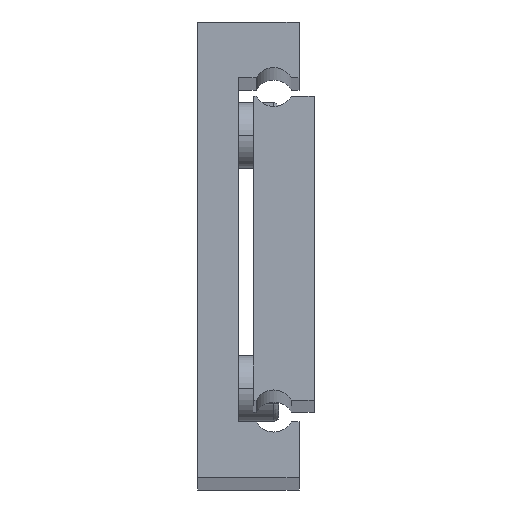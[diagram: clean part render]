
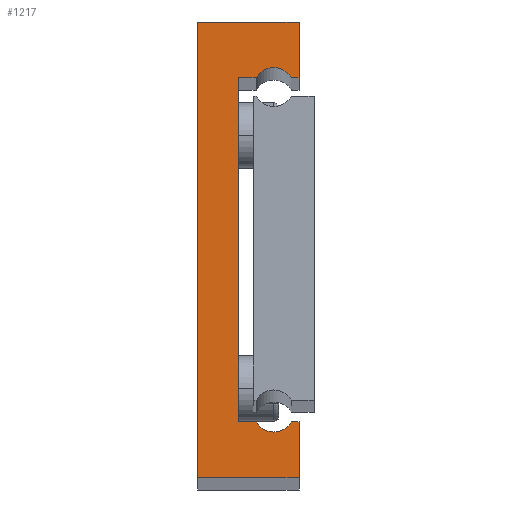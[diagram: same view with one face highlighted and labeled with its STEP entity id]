
A CAD part, top view. The second image highlights one B-rep face of the part: STEP entity #1217.
In plain terms, the highlighted planar face has unit normal (0, 0, 1).
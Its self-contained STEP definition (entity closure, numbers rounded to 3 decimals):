
#38 = DIRECTION ( 'NONE',  ( 1., 0., 0. ) ) ;
#44 = CARTESIAN_POINT ( 'NONE',  ( 0., 0., 700. ) ) ;
#71 = EDGE_CURVE ( 'NONE', #1740, #585, #1750, .T. ) ;
#90 = DIRECTION ( 'NONE',  ( 1., 0., 0. ) ) ;
#110 = ORIENTED_EDGE ( 'NONE', *, *, #1542, .T. ) ;
#128 = ORIENTED_EDGE ( 'NONE', *, *, #1761, .T. ) ;
#160 = VERTEX_POINT ( 'NONE', #1971 ) ;
#207 = CARTESIAN_POINT ( 'NONE',  ( 11.536, 11., 700. ) ) ;
#246 = ORIENTED_EDGE ( 'NONE', *, *, #2612, .T. ) ;
#262 = LINE ( 'NONE', #2965, #1008 ) ;
#333 = LINE ( 'NONE', #2052, #2951 ) ;
#359 = ORIENTED_EDGE ( 'NONE', *, *, #1962, .T. ) ;
#375 = VECTOR ( 'NONE', #90, 1000. ) ;
#382 = VERTEX_POINT ( 'NONE', #2853 ) ;
#396 = DIRECTION ( 'NONE',  ( 0., 1., 0. ) ) ;
#420 = PLANE ( 'NONE',  #489 ) ;
#443 = VECTOR ( 'NONE', #469, 1000. ) ;
#452 = AXIS2_PLACEMENT_3D ( 'NONE', #1955, #1234, #1108 ) ;
#469 = DIRECTION ( 'NONE',  ( -1., 0., 0. ) ) ;
#489 = AXIS2_PLACEMENT_3D ( 'NONE', #1928, #2887, #935 ) ;
#511 = CARTESIAN_POINT ( 'NONE',  ( 11.536, 11., 700. ) ) ;
#546 = DIRECTION ( 'NONE',  ( -1., 0., 0. ) ) ;
#565 = DIRECTION ( 'NONE',  ( 0., 1., 0. ) ) ;
#574 = DIRECTION ( 'NONE',  ( 1., 0., 0. ) ) ;
#585 = VERTEX_POINT ( 'NONE', #1850 ) ;
#602 = ORIENTED_EDGE ( 'NONE', *, *, #71, .T. ) ;
#605 = DIRECTION ( 'NONE',  ( 0., 1., 0. ) ) ;
#607 = VECTOR ( 'NONE', #396, 1000. ) ;
#661 = LINE ( 'NONE', #2102, #607 ) ;
#673 = EDGE_CURVE ( 'NONE', #1975, #2932, #2027, .T. ) ;
#763 = CARTESIAN_POINT ( 'NONE',  ( 0., 0., 700. ) ) ;
#814 = CARTESIAN_POINT ( 'NONE',  ( 20., 79., 700. ) ) ;
#848 = LINE ( 'NONE', #44, #1315 ) ;
#935 = DIRECTION ( 'NONE',  ( -1., 0., 0. ) ) ;
#985 = EDGE_CURVE ( 'NONE', #160, #1899, #2959, .T. ) ;
#1008 = VECTOR ( 'NONE', #2487, 1000. ) ;
#1030 = EDGE_CURVE ( 'NONE', #585, #3014, #2794, .T. ) ;
#1038 = VERTEX_POINT ( 'NONE', #3004 ) ;
#1108 = DIRECTION ( 'NONE',  ( 1., 0., 0. ) ) ;
#1131 = VERTEX_POINT ( 'NONE', #2815 ) ;
#1176 = CARTESIAN_POINT ( 'NONE',  ( 20., 79., 700. ) ) ;
#1217 = ADVANCED_FACE ( 'NONE', ( #1435 ), #420, .F. ) ;
#1234 = DIRECTION ( 'NONE',  ( 0., 0., -1. ) ) ;
#1315 = VECTOR ( 'NONE', #1794, 1000. ) ;
#1338 = ORIENTED_EDGE ( 'NONE', *, *, #673, .T. ) ;
#1435 = FACE_OUTER_BOUND ( 'NONE', #2622, .T. ) ;
#1504 = VECTOR ( 'NONE', #38, 1000. ) ;
#1507 = EDGE_CURVE ( 'NONE', #2932, #1131, #333, .T. ) ;
#1542 = EDGE_CURVE ( 'NONE', #1131, #3139, #2811, .T. ) ;
#1549 = CARTESIAN_POINT ( 'NONE',  ( 18.464, 79., 700. ) ) ;
#1583 = ORIENTED_EDGE ( 'NONE', *, *, #1981, .T. ) ;
#1740 = VERTEX_POINT ( 'NONE', #511 ) ;
#1742 = ORIENTED_EDGE ( 'NONE', *, *, #985, .T. ) ;
#1750 = LINE ( 'NONE', #207, #443 ) ;
#1753 = ORIENTED_EDGE ( 'NONE', *, *, #1030, .T. ) ;
#1761 = EDGE_CURVE ( 'NONE', #1038, #382, #262, .T. ) ;
#1793 = CARTESIAN_POINT ( 'NONE',  ( 11.536, 79., 700. ) ) ;
#1794 = DIRECTION ( 'NONE',  ( 0., -1., 0. ) ) ;
#1850 = CARTESIAN_POINT ( 'NONE',  ( 8., 11., 700. ) ) ;
#1899 = VERTEX_POINT ( 'NONE', #2784 ) ;
#1910 = ORIENTED_EDGE ( 'NONE', *, *, #3078, .T. ) ;
#1928 = CARTESIAN_POINT ( 'NONE',  ( 15., 77., 700. ) ) ;
#1955 = CARTESIAN_POINT ( 'NONE',  ( 15., 13., 700. ) ) ;
#1962 = EDGE_CURVE ( 'NONE', #3139, #160, #848, .T. ) ;
#1969 = CARTESIAN_POINT ( 'NONE',  ( 8., 79., 700. ) ) ;
#1971 = CARTESIAN_POINT ( 'NONE',  ( 0., 0., 700. ) ) ;
#1975 = VERTEX_POINT ( 'NONE', #1549 ) ;
#1981 = EDGE_CURVE ( 'NONE', #1899, #1038, #661, .T. ) ;
#1985 = CIRCLE ( 'NONE', #2502, 4. ) ;
#1999 = LINE ( 'NONE', #1793, #2705 ) ;
#2005 = DIRECTION ( 'NONE',  ( -1., 0., 0. ) ) ;
#2027 = LINE ( 'NONE', #814, #375 ) ;
#2042 = CARTESIAN_POINT ( 'NONE',  ( 8., 11., 700. ) ) ;
#2052 = CARTESIAN_POINT ( 'NONE',  ( 20., 90., 700. ) ) ;
#2102 = CARTESIAN_POINT ( 'NONE',  ( 20., 0., 700. ) ) ;
#2205 = DIRECTION ( 'NONE',  ( 0., 0., -1. ) ) ;
#2233 = CARTESIAN_POINT ( 'NONE',  ( 15., 77., 700. ) ) ;
#2298 = CARTESIAN_POINT ( 'NONE',  ( 0., 90., 700. ) ) ;
#2339 = EDGE_CURVE ( 'NONE', #3014, #3049, #1999, .T. ) ;
#2487 = DIRECTION ( 'NONE',  ( -1., 0., 0. ) ) ;
#2488 = CARTESIAN_POINT ( 'NONE',  ( 11.536, 79., 700. ) ) ;
#2502 = AXIS2_PLACEMENT_3D ( 'NONE', #2233, #2205, #2005 ) ;
#2505 = CIRCLE ( 'NONE', #452, 4. ) ;
#2612 = EDGE_CURVE ( 'NONE', #3049, #1975, #1985, .T. ) ;
#2622 = EDGE_LOOP ( 'NONE', ( #359, #1742, #1583, #128, #1910, #602, #1753, #2702, #246, #1338, #2652, #110 ) ) ;
#2652 = ORIENTED_EDGE ( 'NONE', *, *, #1507, .T. ) ;
#2697 = VECTOR ( 'NONE', #546, 1000. ) ;
#2702 = ORIENTED_EDGE ( 'NONE', *, *, #2339, .T. ) ;
#2705 = VECTOR ( 'NONE', #574, 1000. ) ;
#2744 = CARTESIAN_POINT ( 'NONE',  ( 0., 90., 700. ) ) ;
#2784 = CARTESIAN_POINT ( 'NONE',  ( 20., 0., 700. ) ) ;
#2786 = VECTOR ( 'NONE', #605, 1000. ) ;
#2794 = LINE ( 'NONE', #2042, #2786 ) ;
#2811 = LINE ( 'NONE', #2744, #2697 ) ;
#2815 = CARTESIAN_POINT ( 'NONE',  ( 20., 90., 700. ) ) ;
#2853 = CARTESIAN_POINT ( 'NONE',  ( 18.464, 11., 700. ) ) ;
#2887 = DIRECTION ( 'NONE',  ( 0., 0., -1. ) ) ;
#2932 = VERTEX_POINT ( 'NONE', #1176 ) ;
#2951 = VECTOR ( 'NONE', #565, 1000. ) ;
#2959 = LINE ( 'NONE', #763, #1504 ) ;
#2965 = CARTESIAN_POINT ( 'NONE',  ( 20., 11., 700. ) ) ;
#3004 = CARTESIAN_POINT ( 'NONE',  ( 20., 11., 700. ) ) ;
#3014 = VERTEX_POINT ( 'NONE', #1969 ) ;
#3049 = VERTEX_POINT ( 'NONE', #2488 ) ;
#3078 = EDGE_CURVE ( 'NONE', #382, #1740, #2505, .T. ) ;
#3139 = VERTEX_POINT ( 'NONE', #2298 ) ;
